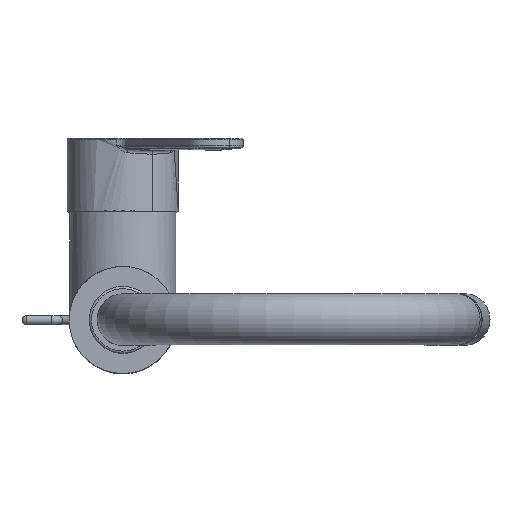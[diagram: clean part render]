
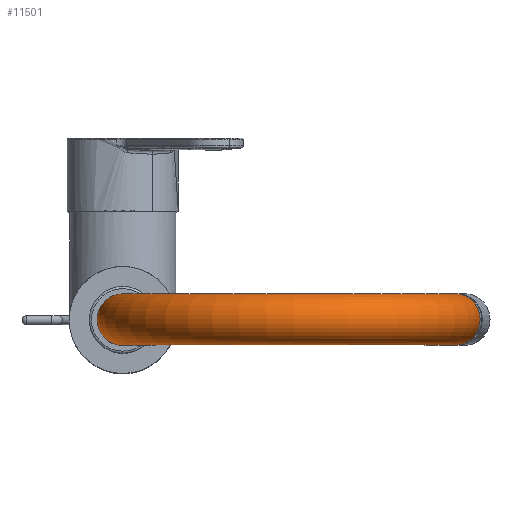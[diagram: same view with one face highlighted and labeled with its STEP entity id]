
A CAD part, top view. The second image highlights one B-rep face of the part: STEP entity #11501.
In plain terms, the highlighted toroidal (fillet/blend) face has major radius 75 mm and minor radius 11.5 mm.
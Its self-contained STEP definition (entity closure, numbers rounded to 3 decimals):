
#2386=TOROIDAL_SURFACE('',#12338,75.,11.5);
#2418=CIRCLE('',#12337,11.5);
#2419=CIRCLE('',#12339,11.5);
#3085=ORIENTED_EDGE('',*,*,#6552,.F.);
#3086=ORIENTED_EDGE('',*,*,#6553,.T.);
#6552=EDGE_CURVE('',#8300,#8300,#2418,.F.);
#6553=EDGE_CURVE('',#8301,#8301,#2419,.F.);
#8300=VERTEX_POINT('',#18674);
#8301=VERTEX_POINT('',#18677);
#9579=EDGE_LOOP('',(#3085));
#9580=EDGE_LOOP('',(#3086));
#10302=FACE_BOUND('',#9579,.T.);
#10303=FACE_BOUND('',#9580,.T.);
#11501=ADVANCED_FACE('',(#10302,#10303),#2386,.T.);
#12337=AXIS2_PLACEMENT_3D('',#18673,#13566,#13567);
#12338=AXIS2_PLACEMENT_3D('',#18675,#13568,#13569);
#12339=AXIS2_PLACEMENT_3D('',#18676,#13570,#13571);
#13566=DIRECTION('',(-0.174,0.,0.985));
#13567=DIRECTION('',(0.,-1.,0.));
#13568=DIRECTION('',(0.,1.,0.));
#13569=DIRECTION('',(-1.,0.,0.));
#13570=DIRECTION('',(0.,0.,-1.));
#13571=DIRECTION('',(0.,-1.,0.));
#18673=CARTESIAN_POINT('',(148.861,0.,238.024));
#18674=CARTESIAN_POINT('',(148.861,-11.5,238.024));
#18675=CARTESIAN_POINT('',(75.,0.,225.));
#18676=CARTESIAN_POINT('',(0.,0.,225.));
#18677=CARTESIAN_POINT('',(0.,-11.5,225.));
